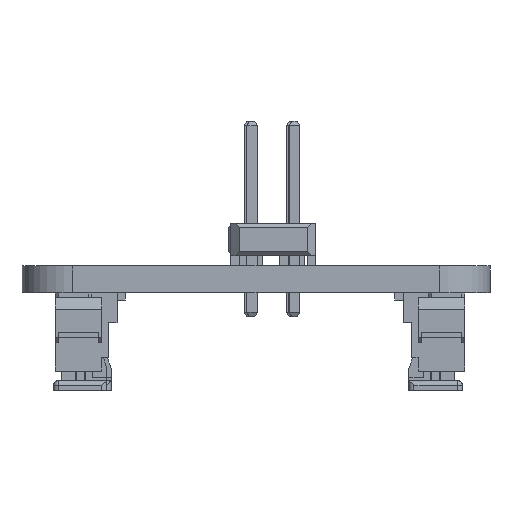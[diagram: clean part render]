
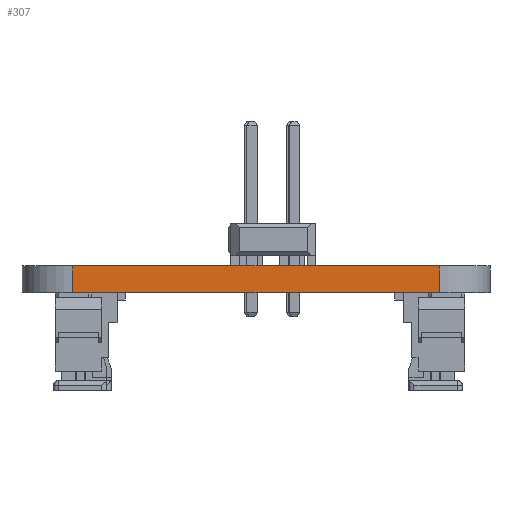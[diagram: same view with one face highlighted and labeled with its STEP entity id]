
A CAD part, left-side view. The second image highlights one B-rep face of the part: STEP entity #307.
In plain terms, the highlighted planar face has unit normal (-1, 0, 0).
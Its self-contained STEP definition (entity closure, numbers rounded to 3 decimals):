
#77 = EDGE_CURVE('',#78,#80,#82,.T.);
#78 = VERTEX_POINT('',#79);
#79 = CARTESIAN_POINT('',(0.,3.048,0.));
#80 = VERTEX_POINT('',#81);
#81 = CARTESIAN_POINT('',(0.,3.048,1.591)
  );
#82 = LINE('',#83,#84);
#83 = CARTESIAN_POINT('',(0.,3.048,0.));
#84 = VECTOR('',#85,1.);
#85 = DIRECTION('',(0.,0.,1.));
#280 = VERTEX_POINT('',#281);
#281 = CARTESIAN_POINT('',(0.,24.952,
    1.591));
#288 = EDGE_CURVE('',#289,#280,#291,.T.);
#289 = VERTEX_POINT('',#290);
#290 = CARTESIAN_POINT('',(0.,24.952,0.)
  );
#291 = LINE('',#292,#293);
#292 = CARTESIAN_POINT('',(0.,24.952,0.)
  );
#293 = VECTOR('',#294,1.);
#294 = DIRECTION('',(0.,0.,1.));
#307 = ADVANCED_FACE('',(#308),#324,.F.);
#308 = FACE_BOUND('',#309,.F.);
#309 = EDGE_LOOP('',(#310,#311,#317,#318));
#310 = ORIENTED_EDGE('',*,*,#288,.T.);
#311 = ORIENTED_EDGE('',*,*,#312,.T.);
#312 = EDGE_CURVE('',#280,#80,#313,.T.);
#313 = LINE('',#314,#315);
#314 = CARTESIAN_POINT('',(0.,24.952,1.591));
#315 = VECTOR('',#316,1.);
#316 = DIRECTION('',(0.,-1.,0.));
#317 = ORIENTED_EDGE('',*,*,#77,.F.);
#318 = ORIENTED_EDGE('',*,*,#319,.F.);
#319 = EDGE_CURVE('',#289,#78,#320,.T.);
#320 = LINE('',#321,#322);
#321 = CARTESIAN_POINT('',(0.,24.952,0.));
#322 = VECTOR('',#323,1.);
#323 = DIRECTION('',(0.,-1.,0.));
#324 = PLANE('',#325);
#325 = AXIS2_PLACEMENT_3D('',#326,#327,#328);
#326 = CARTESIAN_POINT('',(0.,24.952,0.));
#327 = DIRECTION('',(1.,0.,0.));
#328 = DIRECTION('',(0.,-1.,0.));
